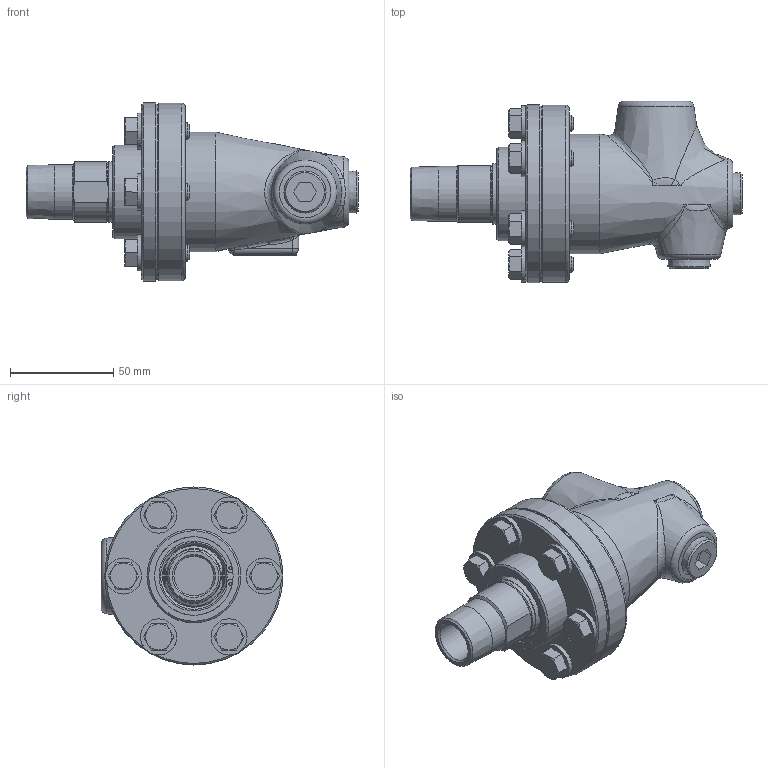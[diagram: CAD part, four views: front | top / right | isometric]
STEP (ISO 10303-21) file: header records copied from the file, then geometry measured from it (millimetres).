
FILE_DESCRIPTION(/* description */ (''),/* implementation_level */ '2;1');
FILE_NAME(/* name */ 'BC-54100-12-20-IC.stp',/* time_stamp */ '2020-05-20T07:59:44-05:00',/* author */ ('GALINDOLM'),/* organization */ (''),/* preprocessor_version */ 'ST-DEVELOPER v18',/* originating_system */ 'Autodesk Inventor 2020',/* authorisation */ '');
FILE_SCHEMA (('AUTOMOTIVE_DESIGN { 1 0 10303 214 3 1 1 }'));
Length unit declared in the file: millimetre
Products named in the file (1): BC-54100-12-20-IC_Shrinkwrap_1
Bounding box: 161.06 x 88.2 x 86.4 mm (x, y, z)
Volume: 343003.8 mm3; surface area: 54789.7 mm2
Topology: 1 solids, 8 shells, 878 faces, 2234 edges, 1451 vertices
Faces by surface type: plane 476, bspline 241, cylinder 77, cone 68, torus 12, sphere 4
Full cylindrical faces by diameter (mm): 1.586 x2, 7.938 x12, 8.4 x6, 8.6 x6, 8.738 x6, 12.7 x6, 17.475 x7, 19.3 x1, 22.631 x1, 26.67 x1, 29.3 x1, 30.124 x1, 30.35 x1, 38.13 x1, 39.12 x1, 45.47 x1, 58 x1, 84.8 x1, 86 x1, 86.4 x1
Entity records: 31118 total; most frequent: CARTESIAN_POINT 10426, ORIENTED_EDGE 4452, DIRECTION 3398, EDGE_CURVE 2226, VERTEX_POINT 1451, LINE 1252, VECTOR 1252, AXIS2_PLACEMENT_3D 1073
